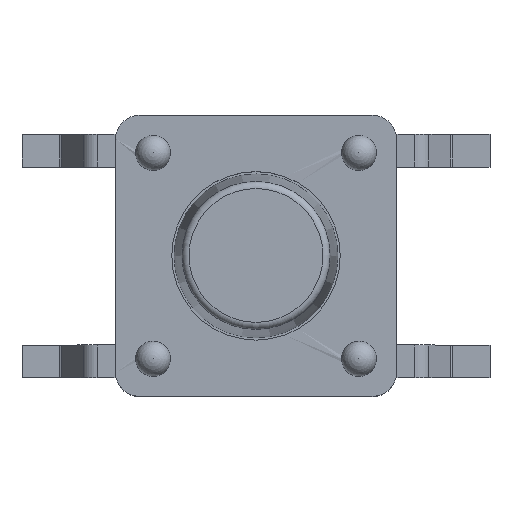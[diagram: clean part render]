
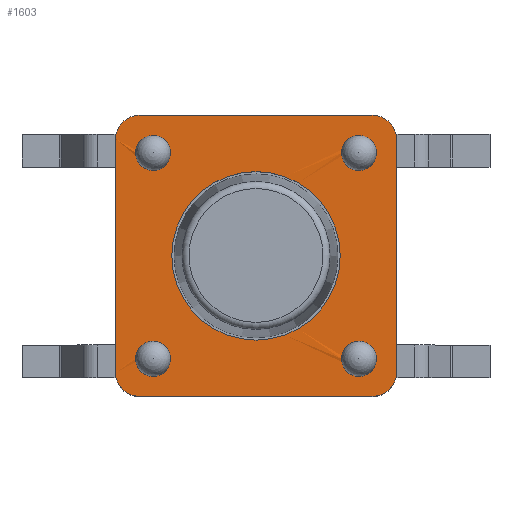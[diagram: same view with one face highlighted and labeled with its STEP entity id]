
A CAD part, top view. The second image highlights one B-rep face of the part: STEP entity #1603.
In plain terms, the highlighted planar face has unit normal (0, 0, 1).
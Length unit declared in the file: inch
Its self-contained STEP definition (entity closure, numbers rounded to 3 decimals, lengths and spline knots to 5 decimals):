
#1473=CARTESIAN_POINT('',(0.12992,0.12992,0.12677));
#1474=DIRECTION('',(0.0,0.0,1.0));
#1475=DIRECTION('',(1.0,0.0,0.0));
#1476=AXIS2_PLACEMENT_3D('',#1473,#1474,#1475);
#1477=PLANE('',#1476);
#1478=CARTESIAN_POINT('',(-0.09843,-0.11811,0.12677));
#1479=VERTEX_POINT('',#1478);
#1480=CARTESIAN_POINT('',(-0.11811,-0.09843,0.12677));
#1481=VERTEX_POINT('',#1480);
#1482=CARTESIAN_POINT('',(-0.09843,-0.09843,0.12677));
#1483=DIRECTION('',(0.0,0.0,-1.0));
#1484=DIRECTION('',(-0.707,-0.707,0.0));
#1485=AXIS2_PLACEMENT_3D('',#1482,#1483,#1484);
#1486=CIRCLE('',#1485,0.01969);
#1487=EDGE_CURVE('',#1479,#1481,#1486,.T.);
#1488=ORIENTED_EDGE('',*,*,#1487,.F.);
#1489=CARTESIAN_POINT('',(0.09843,-0.11811,0.12677));
#1490=VERTEX_POINT('',#1489);
#1491=CARTESIAN_POINT('',(0.09843,-0.11811,0.12677));
#1492=DIRECTION('',(-1.0,0.0,0.0));
#1493=VECTOR('',#1492,0.19685);
#1494=LINE('',#1491,#1493);
#1495=EDGE_CURVE('',#1490,#1479,#1494,.T.);
#1496=ORIENTED_EDGE('',*,*,#1495,.F.);
#1497=CARTESIAN_POINT('',(0.11811,-0.09843,0.12677));
#1498=VERTEX_POINT('',#1497);
#1499=CARTESIAN_POINT('',(0.09843,-0.09843,0.12677));
#1500=DIRECTION('',(0.0,0.0,-1.0));
#1501=DIRECTION('',(0.707,-0.707,0.0));
#1502=AXIS2_PLACEMENT_3D('',#1499,#1500,#1501);
#1503=CIRCLE('',#1502,0.01969);
#1504=EDGE_CURVE('',#1498,#1490,#1503,.T.);
#1505=ORIENTED_EDGE('',*,*,#1504,.F.);
#1506=CARTESIAN_POINT('',(0.11811,0.09843,0.12677));
#1507=VERTEX_POINT('',#1506);
#1508=CARTESIAN_POINT('',(0.11811,0.09843,0.12677));
#1509=DIRECTION('',(0.0,-1.0,0.0));
#1510=VECTOR('',#1509,0.19685);
#1511=LINE('',#1508,#1510);
#1512=EDGE_CURVE('',#1507,#1498,#1511,.T.);
#1513=ORIENTED_EDGE('',*,*,#1512,.F.);
#1514=CARTESIAN_POINT('',(0.09843,0.11811,0.12677));
#1515=VERTEX_POINT('',#1514);
#1516=CARTESIAN_POINT('',(0.09843,0.09843,0.12677));
#1517=DIRECTION('',(0.0,0.0,-1.0));
#1518=DIRECTION('',(0.707,0.707,0.0));
#1519=AXIS2_PLACEMENT_3D('',#1516,#1517,#1518);
#1520=CIRCLE('',#1519,0.01969);
#1521=EDGE_CURVE('',#1515,#1507,#1520,.T.);
#1522=ORIENTED_EDGE('',*,*,#1521,.F.);
#1523=CARTESIAN_POINT('',(-0.09843,0.11811,0.12677));
#1524=VERTEX_POINT('',#1523);
#1525=CARTESIAN_POINT('',(-0.09843,0.11811,0.12677));
#1526=DIRECTION('',(1.0,0.0,0.0));
#1527=VECTOR('',#1526,0.19685);
#1528=LINE('',#1525,#1527);
#1529=EDGE_CURVE('',#1524,#1515,#1528,.T.);
#1530=ORIENTED_EDGE('',*,*,#1529,.F.);
#1531=CARTESIAN_POINT('',(-0.11811,0.09843,0.12677));
#1532=VERTEX_POINT('',#1531);
#1533=CARTESIAN_POINT('',(-0.09843,0.09843,0.12677));
#1534=DIRECTION('',(0.0,0.0,-1.0));
#1535=DIRECTION('',(-0.707,0.707,0.0));
#1536=AXIS2_PLACEMENT_3D('',#1533,#1534,#1535);
#1537=CIRCLE('',#1536,0.01969);
#1538=EDGE_CURVE('',#1532,#1524,#1537,.T.);
#1539=ORIENTED_EDGE('',*,*,#1538,.F.);
#1540=CARTESIAN_POINT('',(-0.11811,-0.09843,0.12677));
#1541=DIRECTION('',(0.0,1.0,0.0));
#1542=VECTOR('',#1541,0.19685);
#1543=LINE('',#1540,#1542);
#1544=EDGE_CURVE('',#1481,#1532,#1543,.T.);
#1545=ORIENTED_EDGE('',*,*,#1544,.F.);
#1546=EDGE_LOOP('',(#1488,#1496,#1505,#1513,#1522,#1530,#1539,#1545));
#1547=FACE_OUTER_BOUND('',#1546,.T.);
#1548=CARTESIAN_POINT('',(-0.07087,0.,0.12677));
#1549=VERTEX_POINT('',#1548);
#1550=CARTESIAN_POINT('',(0.,0.0,0.12677));
#1551=DIRECTION('',(0.0,0.0,-1.0));
#1552=DIRECTION('',(1.0,0.0,0.0));
#1553=AXIS2_PLACEMENT_3D('',#1550,#1551,#1552);
#1554=CIRCLE('',#1553,0.07087);
#1555=EDGE_CURVE('',#1549,#1549,#1554,.T.);
#1556=ORIENTED_EDGE('',*,*,#1555,.T.);
#1557=EDGE_LOOP('',(#1556));
#1558=FACE_BOUND('',#1557,.T.);
#1559=CARTESIAN_POINT('',(0.07185,0.08661,0.12726));
#1560=VERTEX_POINT('',#1559);
#1561=CARTESIAN_POINT('',(0.08661,0.08661,0.12677));
#1562=DIRECTION('',(0.0,0.0,1.0));
#1563=DIRECTION('',(-1.0,0.0,0.0));
#1564=AXIS2_PLACEMENT_3D('',#1561,#1562,#1563);
#1565=CIRCLE('',#1564,0.01476);
#1566=EDGE_CURVE('',#1560,#1560,#1565,.T.);
#1567=ORIENTED_EDGE('',*,*,#1566,.F.);
#1568=EDGE_LOOP('',(#1567));
#1569=FACE_BOUND('',#1568,.T.);
#1570=CARTESIAN_POINT('',(-0.10138,0.08661,0.12726));
#1571=VERTEX_POINT('',#1570);
#1572=CARTESIAN_POINT('',(-0.08661,0.08661,0.12677));
#1573=DIRECTION('',(0.0,0.0,1.0));
#1574=DIRECTION('',(-1.0,0.0,0.0));
#1575=AXIS2_PLACEMENT_3D('',#1572,#1573,#1574);
#1576=CIRCLE('',#1575,0.01476);
#1577=EDGE_CURVE('',#1571,#1571,#1576,.T.);
#1578=ORIENTED_EDGE('',*,*,#1577,.F.);
#1579=EDGE_LOOP('',(#1578));
#1580=FACE_BOUND('',#1579,.T.);
#1581=CARTESIAN_POINT('',(-0.10138,-0.08661,0.12726));
#1582=VERTEX_POINT('',#1581);
#1583=CARTESIAN_POINT('',(-0.08661,-0.08661,0.12677));
#1584=DIRECTION('',(0.0,0.0,1.0));
#1585=DIRECTION('',(-1.0,0.0,0.0));
#1586=AXIS2_PLACEMENT_3D('',#1583,#1584,#1585);
#1587=CIRCLE('',#1586,0.01476);
#1588=EDGE_CURVE('',#1582,#1582,#1587,.T.);
#1589=ORIENTED_EDGE('',*,*,#1588,.F.);
#1590=EDGE_LOOP('',(#1589));
#1591=FACE_BOUND('',#1590,.T.);
#1592=CARTESIAN_POINT('',(0.07185,-0.08661,0.12726));
#1593=VERTEX_POINT('',#1592);
#1594=CARTESIAN_POINT('',(0.08661,-0.08661,0.12677));
#1595=DIRECTION('',(0.0,0.0,1.0));
#1596=DIRECTION('',(-1.0,0.0,0.0));
#1597=AXIS2_PLACEMENT_3D('',#1594,#1595,#1596);
#1598=CIRCLE('',#1597,0.01476);
#1599=EDGE_CURVE('',#1593,#1593,#1598,.T.);
#1600=ORIENTED_EDGE('',*,*,#1599,.F.);
#1601=EDGE_LOOP('',(#1600));
#1602=FACE_BOUND('',#1601,.T.);
#1603=ADVANCED_FACE('',(#1547,#1558,#1569,#1580,#1591,#1602),#1477,.T.);
